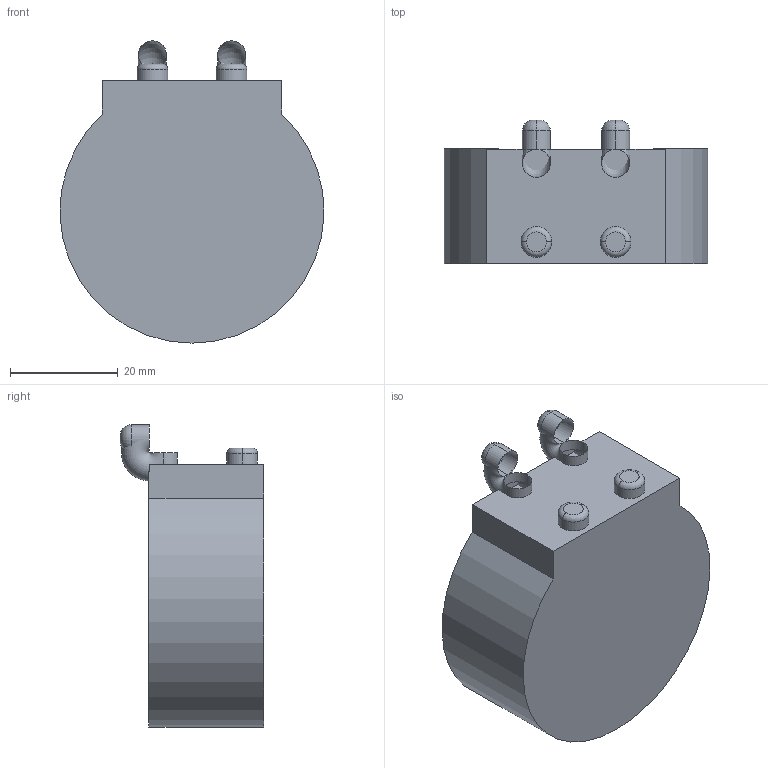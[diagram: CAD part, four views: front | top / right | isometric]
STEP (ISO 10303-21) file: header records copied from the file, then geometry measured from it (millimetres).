
FILE_DESCRIPTION (( 'STEP AP203' ), '1' );
FILE_NAME ('價釱.ST', '2026-01-10T03:31:52', ( '' ), ( '' ), 'SwSTEP 2.0', 'SolidWorks 2025', '' );
FILE_SCHEMA (( 'CONFIG_CONTROL_DESIGN' ));
Length unit declared in the file: millimetre
Products named in the file (1): 基座
Bounding box: 48.98 x 26.6 x 56.1 mm (x, y, z)
Volume: 7266.1 mm3; surface area: 11075.4 mm2
Topology: 1 solids, 1 shells, 46 faces, 116 edges, 70 vertices
Faces by surface type: cylinder 20, plane 16, torus 10
Entity records: 1441 total; most frequent: DIRECTION 266, CARTESIAN_POINT 229, ORIENTED_EDGE 224, EDGE_CURVE 112, AXIS2_PLACEMENT_3D 107, VERTEX_POINT 70, CIRCLE 60, LINE 52
